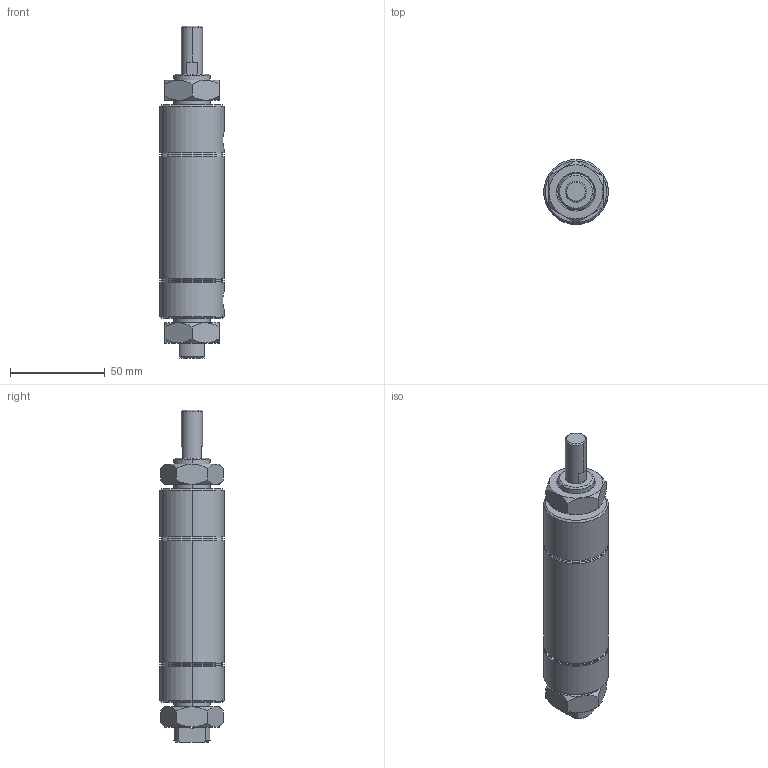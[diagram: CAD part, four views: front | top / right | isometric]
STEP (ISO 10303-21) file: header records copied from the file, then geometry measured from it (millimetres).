
FILE_DESCRIPTION (( 'STEP AP214' ), '1' );
FILE_NAME ('A20010DD-M.step', '2017-04-04T20:23:59', ( '' ), ( '' ), 'SwSTEP 2.0', 'SolidWorks 2017', '' );
FILE_SCHEMA (( 'AUTOMOTIVE_DESIGN' ));
Length unit declared in the file: inch
Products named in the file (4): A20010DD-M_Mounting Nut_D-3556; A20010DD-M-Rod; A20010DD-M-MainBody; A20010DD-M
Assembly tree (4 placements, depth 2):
  A20010DD-M
    A20010DD-M-MainBody
    A20010DD-M-Rod
    A20010DD-M_Mounting Nut_D-3556  x2
Bounding box: 34.04 x 34.04 x 174.75 mm (x, y, z)
Volume: 102783.2 mm3; surface area: 35393.9 mm2
Topology: 4 solids, 4 shells, 138 faces, 303 edges, 181 vertices
Faces by surface type: cone 58, plane 44, cylinder 36
Entity records: 3573 total; most frequent: CARTESIAN_POINT 905, DIRECTION 563, ORIENTED_EDGE 490, EDGE_CURVE 245, AXIS2_PLACEMENT_3D 237, VERTEX_POINT 149, EDGE_LOOP 128, CIRCLE 118
